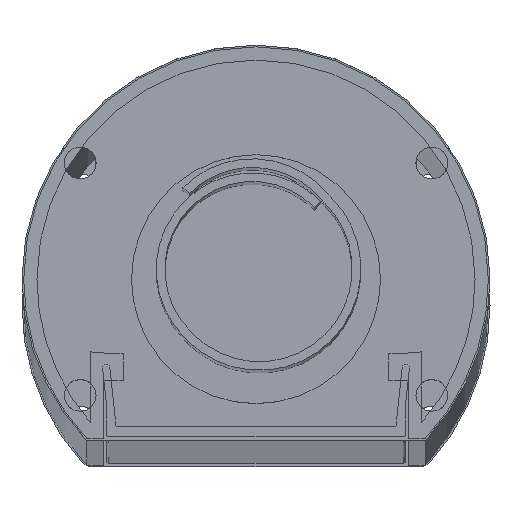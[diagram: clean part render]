
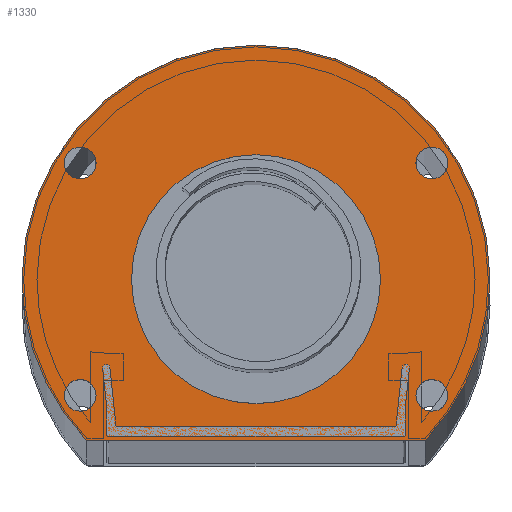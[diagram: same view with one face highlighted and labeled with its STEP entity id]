
A CAD part, top view. The second image highlights one B-rep face of the part: STEP entity #1330.
In plain terms, the highlighted planar face has unit normal (0, 0, 1).
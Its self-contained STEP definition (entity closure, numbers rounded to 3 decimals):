
#12 = EDGE_CURVE ( 'NONE', #2625, #2081, #802, .T. ) ;
#34 = AXIS2_PLACEMENT_3D ( 'NONE', #2264, #736, #2515 ) ;
#62 = AXIS2_PLACEMENT_3D ( 'NONE', #2580, #1730, #1934 ) ;
#67 = EDGE_CURVE ( 'NONE', #1726, #2277, #2247, .T. ) ;
#117 = EDGE_LOOP ( 'NONE', ( #1638, #1921 ) ) ;
#121 = VERTEX_POINT ( 'NONE', #439 ) ;
#154 = CARTESIAN_POINT ( 'NONE',  ( 0., 0., 3. ) ) ;
#157 = ORIENTED_EDGE ( 'NONE', *, *, #2690, .T. ) ;
#162 = CARTESIAN_POINT ( 'NONE',  ( 0., 0., 3. ) ) ;
#164 = DIRECTION ( 'NONE',  ( 0., 0., 1. ) ) ;
#175 = ORIENTED_EDGE ( 'NONE', *, *, #588, .T. ) ;
#184 = CARTESIAN_POINT ( 'NONE',  ( 0., 0., 3. ) ) ;
#202 = AXIS2_PLACEMENT_3D ( 'NONE', #2842, #819, #1325 ) ;
#208 = VERTEX_POINT ( 'NONE', #1670 ) ;
#213 = EDGE_LOOP ( 'NONE', ( #726, #1690 ) ) ;
#234 = VERTEX_POINT ( 'NONE', #2169 ) ;
#250 = CARTESIAN_POINT ( 'NONE',  ( 35.25, 0., 3. ) ) ;
#263 = ORIENTED_EDGE ( 'NONE', *, *, #633, .T. ) ;
#367 = CARTESIAN_POINT ( 'NONE',  ( 26.5, 17.5, 3. ) ) ;
#415 = DIRECTION ( 'NONE',  ( 1., 0., 0. ) ) ;
#439 = CARTESIAN_POINT ( 'NONE',  ( 25.583, -24.25, 3. ) ) ;
#442 = DIRECTION ( 'NONE',  ( 1., 0., 0. ) ) ;
#458 = ORIENTED_EDGE ( 'NONE', *, *, #1383, .F. ) ;
#466 = CARTESIAN_POINT ( 'NONE',  ( -25.583, -24.25, 3. ) ) ;
#487 = AXIS2_PLACEMENT_3D ( 'NONE', #1432, #1575, #3084 ) ;
#542 = DIRECTION ( 'NONE',  ( 1., 0., 0. ) ) ;
#588 = EDGE_CURVE ( 'NONE', #1630, #121, #2804, .T. ) ;
#602 = CIRCLE ( 'NONE', #884, 2.4 ) ;
#617 = DIRECTION ( 'NONE',  ( -1., 0., 0. ) ) ;
#633 = EDGE_CURVE ( 'NONE', #121, #1726, #2116, .T. ) ;
#726 = ORIENTED_EDGE ( 'NONE', *, *, #2190, .F. ) ;
#736 = DIRECTION ( 'NONE',  ( 0., 0., 1. ) ) ;
#776 = DIRECTION ( 'NONE',  ( 0., 0., 1. ) ) ;
#802 = CIRCLE ( 'NONE', #3034, 2.4 ) ;
#819 = DIRECTION ( 'NONE',  ( 0., 0., 1. ) ) ;
#821 = DIRECTION ( 'NONE',  ( 1., 0., 0. ) ) ;
#840 = DIRECTION ( 'NONE',  ( -1., 0., 0. ) ) ;
#874 = DIRECTION ( 'NONE',  ( -1., 0., 0. ) ) ;
#884 = AXIS2_PLACEMENT_3D ( 'NONE', #1408, #2932, #840 ) ;
#911 = EDGE_CURVE ( 'NONE', #2235, #1459, #1185, .T. ) ;
#918 = CARTESIAN_POINT ( 'NONE',  ( -35.25, 0., 3. ) ) ;
#993 = DIRECTION ( 'NONE',  ( 0., 0., 1. ) ) ;
#1025 = FACE_BOUND ( 'NONE', #117, .T. ) ;
#1051 = CIRCLE ( 'NONE', #2389, 2.4 ) ;
#1065 = CIRCLE ( 'NONE', #2900, 35.25 ) ;
#1081 = DIRECTION ( 'NONE',  ( 0., 0., 1. ) ) ;
#1114 = EDGE_CURVE ( 'NONE', #1459, #2235, #2011, .T. ) ;
#1151 = CARTESIAN_POINT ( 'NONE',  ( -18.75, 0., 3. ) ) ;
#1185 = CIRCLE ( 'NONE', #2945, 2.4 ) ;
#1225 = CARTESIAN_POINT ( 'NONE',  ( -25.583, -24.25, 3. ) ) ;
#1323 = VECTOR ( 'NONE', #542, 1000. ) ;
#1325 = DIRECTION ( 'NONE',  ( -1., 0., 0. ) ) ;
#1330 = ADVANCED_FACE ( 'NONE', ( #3134, #2715, #2581, #2253, #1737, #1025 ), #2373, .T. ) ;
#1383 = EDGE_CURVE ( 'NONE', #208, #2022, #1787, .T. ) ;
#1408 = CARTESIAN_POINT ( 'NONE',  ( -26.5, -17.5, 3. ) ) ;
#1432 = CARTESIAN_POINT ( 'NONE',  ( 0., 0., 3. ) ) ;
#1449 = EDGE_CURVE ( 'NONE', #234, #2824, #602, .T. ) ;
#1459 = VERTEX_POINT ( 'NONE', #2633 ) ;
#1462 = ORIENTED_EDGE ( 'NONE', *, *, #67, .T. ) ;
#1478 = DIRECTION ( 'NONE',  ( 1., 0., 0. ) ) ;
#1526 = CIRCLE ( 'NONE', #2408, 2.4 ) ;
#1537 = CIRCLE ( 'NONE', #2890, 18.75 ) ;
#1575 = DIRECTION ( 'NONE',  ( 0., 0., 1. ) ) ;
#1630 = VERTEX_POINT ( 'NONE', #466 ) ;
#1638 = ORIENTED_EDGE ( 'NONE', *, *, #1114, .F. ) ;
#1651 = CARTESIAN_POINT ( 'NONE',  ( 18.75, 0., 3. ) ) ;
#1670 = CARTESIAN_POINT ( 'NONE',  ( -28.9, 17.5, 3. ) ) ;
#1673 = ORIENTED_EDGE ( 'NONE', *, *, #2374, .F. ) ;
#1690 = ORIENTED_EDGE ( 'NONE', *, *, #1917, .F. ) ;
#1726 = VERTEX_POINT ( 'NONE', #250 ) ;
#1730 = DIRECTION ( 'NONE',  ( 0., 0., 1. ) ) ;
#1737 = FACE_BOUND ( 'NONE', #213, .T. ) ;
#1742 = EDGE_CURVE ( 'NONE', #2081, #2625, #1051, .T. ) ;
#1787 = CIRCLE ( 'NONE', #2044, 2.4 ) ;
#1799 = VERTEX_POINT ( 'NONE', #1651 ) ;
#1845 = EDGE_CURVE ( 'NONE', #2824, #234, #1526, .T. ) ;
#1917 = EDGE_CURVE ( 'NONE', #1799, #1951, #2516, .T. ) ;
#1919 = DIRECTION ( 'NONE',  ( 0., 0., 1. ) ) ;
#1921 = ORIENTED_EDGE ( 'NONE', *, *, #911, .F. ) ;
#1934 = DIRECTION ( 'NONE',  ( 1., 0., 0. ) ) ;
#1941 = DIRECTION ( 'NONE',  ( 0., 0., 1. ) ) ;
#1950 = CARTESIAN_POINT ( 'NONE',  ( 26.5, -17.5, 3. ) ) ;
#1951 = VERTEX_POINT ( 'NONE', #1151 ) ;
#1964 = DIRECTION ( 'NONE',  ( 0., 0., 1. ) ) ;
#1980 = ORIENTED_EDGE ( 'NONE', *, *, #12, .F. ) ;
#1995 = AXIS2_PLACEMENT_3D ( 'NONE', #162, #2187, #821 ) ;
#2011 = CIRCLE ( 'NONE', #202, 2.4 ) ;
#2022 = VERTEX_POINT ( 'NONE', #2406 ) ;
#2044 = AXIS2_PLACEMENT_3D ( 'NONE', #2622, #1081, #2855 ) ;
#2081 = VERTEX_POINT ( 'NONE', #2173 ) ;
#2116 = CIRCLE ( 'NONE', #62, 35.25 ) ;
#2151 = DIRECTION ( 'NONE',  ( 0., 0., 1. ) ) ;
#2169 = CARTESIAN_POINT ( 'NONE',  ( -28.9, -17.5, 3. ) ) ;
#2173 = CARTESIAN_POINT ( 'NONE',  ( 24.1, -17.5, 3. ) ) ;
#2187 = DIRECTION ( 'NONE',  ( 0., 0., 1. ) ) ;
#2190 = EDGE_CURVE ( 'NONE', #1951, #1799, #1537, .T. ) ;
#2235 = VERTEX_POINT ( 'NONE', #3167 ) ;
#2247 = CIRCLE ( 'NONE', #487, 35.25 ) ;
#2253 = FACE_BOUND ( 'NONE', #3089, .T. ) ;
#2264 = CARTESIAN_POINT ( 'NONE',  ( -26.5, 17.5, 3. ) ) ;
#2277 = VERTEX_POINT ( 'NONE', #918 ) ;
#2315 = CARTESIAN_POINT ( 'NONE',  ( -26.5, -17.5, 3. ) ) ;
#2373 = PLANE ( 'NONE',  #1995 ) ;
#2374 = EDGE_CURVE ( 'NONE', #2022, #208, #2846, .T. ) ;
#2389 = AXIS2_PLACEMENT_3D ( 'NONE', #2537, #993, #2769 ) ;
#2400 = EDGE_LOOP ( 'NONE', ( #2577, #2931 ) ) ;
#2406 = CARTESIAN_POINT ( 'NONE',  ( -24.1, 17.5, 3. ) ) ;
#2408 = AXIS2_PLACEMENT_3D ( 'NONE', #2315, #776, #874 ) ;
#2479 = CARTESIAN_POINT ( 'NONE',  ( 0., 0., 3. ) ) ;
#2482 = EDGE_LOOP ( 'NONE', ( #263, #1462, #157, #175 ) ) ;
#2515 = DIRECTION ( 'NONE',  ( 1., 0., 0. ) ) ;
#2516 = CIRCLE ( 'NONE', #2559, 18.75 ) ;
#2537 = CARTESIAN_POINT ( 'NONE',  ( 26.5, -17.5, 3. ) ) ;
#2540 = EDGE_LOOP ( 'NONE', ( #458, #1673 ) ) ;
#2559 = AXIS2_PLACEMENT_3D ( 'NONE', #2479, #1964, #3176 ) ;
#2577 = ORIENTED_EDGE ( 'NONE', *, *, #1449, .F. ) ;
#2580 = CARTESIAN_POINT ( 'NONE',  ( 0., 0., 3. ) ) ;
#2581 = FACE_OUTER_BOUND ( 'NONE', #2482, .T. ) ;
#2604 = CARTESIAN_POINT ( 'NONE',  ( -24.1, -17.5, 3. ) ) ;
#2622 = CARTESIAN_POINT ( 'NONE',  ( -26.5, 17.5, 3. ) ) ;
#2625 = VERTEX_POINT ( 'NONE', #2651 ) ;
#2633 = CARTESIAN_POINT ( 'NONE',  ( 24.1, 17.5, 3. ) ) ;
#2651 = CARTESIAN_POINT ( 'NONE',  ( 28.9, -17.5, 3. ) ) ;
#2690 = EDGE_CURVE ( 'NONE', #2277, #1630, #1065, .T. ) ;
#2715 = FACE_BOUND ( 'NONE', #2400, .T. ) ;
#2769 = DIRECTION ( 'NONE',  ( 1., 0., 0. ) ) ;
#2804 = LINE ( 'NONE', #1225, #1323 ) ;
#2824 = VERTEX_POINT ( 'NONE', #2604 ) ;
#2842 = CARTESIAN_POINT ( 'NONE',  ( 26.5, 17.5, 3. ) ) ;
#2846 = CIRCLE ( 'NONE', #34, 2.4 ) ;
#2855 = DIRECTION ( 'NONE',  ( 1., 0., 0. ) ) ;
#2890 = AXIS2_PLACEMENT_3D ( 'NONE', #184, #1941, #442 ) ;
#2900 = AXIS2_PLACEMENT_3D ( 'NONE', #154, #1919, #415 ) ;
#2931 = ORIENTED_EDGE ( 'NONE', *, *, #1845, .F. ) ;
#2932 = DIRECTION ( 'NONE',  ( 0., 0., 1. ) ) ;
#2945 = AXIS2_PLACEMENT_3D ( 'NONE', #367, #2151, #617 ) ;
#3034 = AXIS2_PLACEMENT_3D ( 'NONE', #1950, #164, #1478 ) ;
#3051 = ORIENTED_EDGE ( 'NONE', *, *, #1742, .F. ) ;
#3084 = DIRECTION ( 'NONE',  ( 1., 0., 0. ) ) ;
#3089 = EDGE_LOOP ( 'NONE', ( #3051, #1980 ) ) ;
#3134 = FACE_BOUND ( 'NONE', #2540, .T. ) ;
#3167 = CARTESIAN_POINT ( 'NONE',  ( 28.9, 17.5, 3. ) ) ;
#3176 = DIRECTION ( 'NONE',  ( 1., 0., 0. ) ) ;
